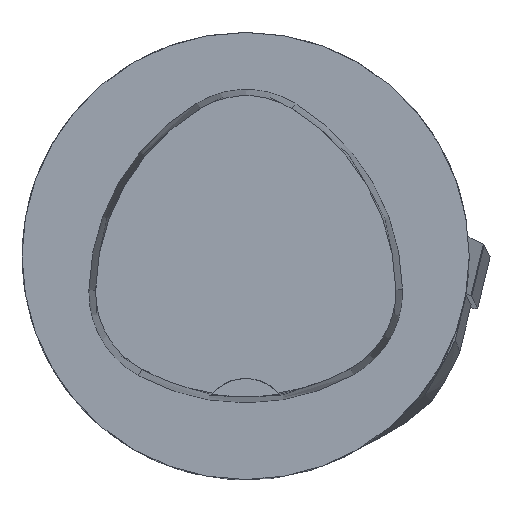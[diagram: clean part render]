
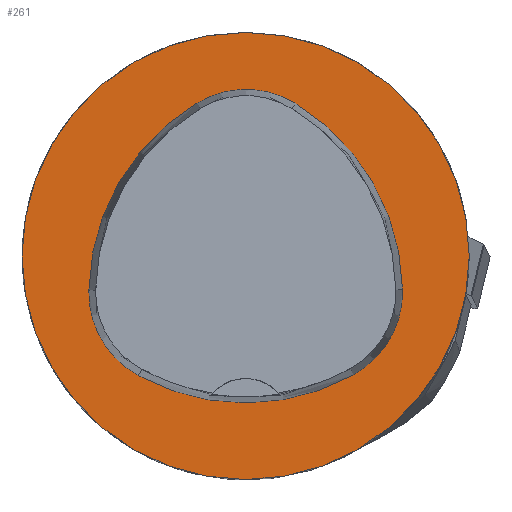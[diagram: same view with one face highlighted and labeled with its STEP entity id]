
A CAD part, top view. The second image highlights one B-rep face of the part: STEP entity #261.
In plain terms, the highlighted planar face has unit normal (0, 0, 1).
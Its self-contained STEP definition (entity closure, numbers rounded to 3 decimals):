
#127=FACE_BOUND('',#480,.T.);
#128=FACE_BOUND('',#481,.T.);
#156=PLANE('',#1940);
#261=ADVANCED_FACE('',(#127,#128),#156,.T.);
#480=EDGE_LOOP('',(#1051,#1052,#1053,#1054,#1055,#1056));
#481=EDGE_LOOP('',(#1057));
#573=CIRCLE('',#1908,20.);
#574=CIRCLE('',#1918,20.);
#576=CIRCLE('',#1921,8.5);
#578=CIRCLE('',#1924,20.);
#580=CIRCLE('',#1927,8.5);
#583=CIRCLE('',#1931,20.);
#586=CIRCLE('',#1935,8.5);
#1051=ORIENTED_EDGE('',*,*,#1640,.F.);
#1052=ORIENTED_EDGE('',*,*,#1635,.F.);
#1053=ORIENTED_EDGE('',*,*,#1630,.F.);
#1054=ORIENTED_EDGE('',*,*,#1627,.F.);
#1055=ORIENTED_EDGE('',*,*,#1624,.F.);
#1056=ORIENTED_EDGE('',*,*,#1620,.F.);
#1057=ORIENTED_EDGE('',*,*,#1603,.T.);
#1422=VERTEX_POINT('',#2793);
#1439=VERTEX_POINT('',#2828);
#1440=VERTEX_POINT('',#2829);
#1443=VERTEX_POINT('',#2837);
#1445=VERTEX_POINT('',#2843);
#1447=VERTEX_POINT('',#2849);
#1451=VERTEX_POINT('',#2862);
#1603=EDGE_CURVE('',#1422,#1422,#573,.T.);
#1620=EDGE_CURVE('',#1439,#1440,#574,.T.);
#1624=EDGE_CURVE('',#1440,#1443,#576,.T.);
#1627=EDGE_CURVE('',#1443,#1445,#578,.T.);
#1630=EDGE_CURVE('',#1445,#1447,#580,.T.);
#1635=EDGE_CURVE('',#1447,#1451,#583,.T.);
#1640=EDGE_CURVE('',#1451,#1439,#586,.T.);
#1908=AXIS2_PLACEMENT_3D('',#2792,#2187,#2188);
#1918=AXIS2_PLACEMENT_3D('',#2827,#2215,#2216);
#1921=AXIS2_PLACEMENT_3D('',#2836,#2223,#2224);
#1924=AXIS2_PLACEMENT_3D('',#2842,#2230,#2231);
#1927=AXIS2_PLACEMENT_3D('',#2848,#2237,#2238);
#1931=AXIS2_PLACEMENT_3D('',#2861,#2246,#2247);
#1935=AXIS2_PLACEMENT_3D('',#2874,#2255,#2256);
#1940=AXIS2_PLACEMENT_3D('',#2879,#2265,#2266);
#2187=DIRECTION('',(0.,0.,1.));
#2188=DIRECTION('',(1.,0.,0.));
#2215=DIRECTION('',(0.,0.,1.));
#2216=DIRECTION('',(1.,0.,0.));
#2223=DIRECTION('',(0.,0.,1.));
#2224=DIRECTION('',(1.,0.,0.));
#2230=DIRECTION('',(0.,0.,1.));
#2231=DIRECTION('',(1.,0.,0.));
#2237=DIRECTION('',(0.,0.,1.));
#2238=DIRECTION('',(1.,0.,0.));
#2246=DIRECTION('',(0.,0.,1.));
#2247=DIRECTION('',(1.,0.,0.));
#2255=DIRECTION('',(0.,0.,1.));
#2256=DIRECTION('',(1.,0.,0.));
#2265=DIRECTION('',(0.,0.,1.));
#2266=DIRECTION('',(-1.,0.,0.));
#2792=CARTESIAN_POINT('',(0.,0.,
0.));
#2793=CARTESIAN_POINT('',(20.,0.,0.));
#2827=CARTESIAN_POINT('',(-5.955,-3.414,0.));
#2828=CARTESIAN_POINT('',(14.041,-3.042,0.));
#2829=CARTESIAN_POINT('',(4.472,13.653,0.));
#2836=CARTESIAN_POINT('',(0.04,6.4,0.));
#2837=CARTESIAN_POINT('',(-4.347,13.68,0.));
#2842=CARTESIAN_POINT('',(5.976,-3.45,0.));
#2843=CARTESIAN_POINT('',(-14.021,-3.075,0.));
#2848=CARTESIAN_POINT('',(-5.522,-3.235,0.));
#2849=CARTESIAN_POINT('',(-9.588,-10.699,0.));
#2861=CARTESIAN_POINT('',(-0.022,6.864,0.));
#2862=CARTESIAN_POINT('',(9.655,-10.639,0.));
#2874=CARTESIAN_POINT('',(5.543,-3.2,0.));
#2879=CARTESIAN_POINT('',(0.,0.,
0.));
